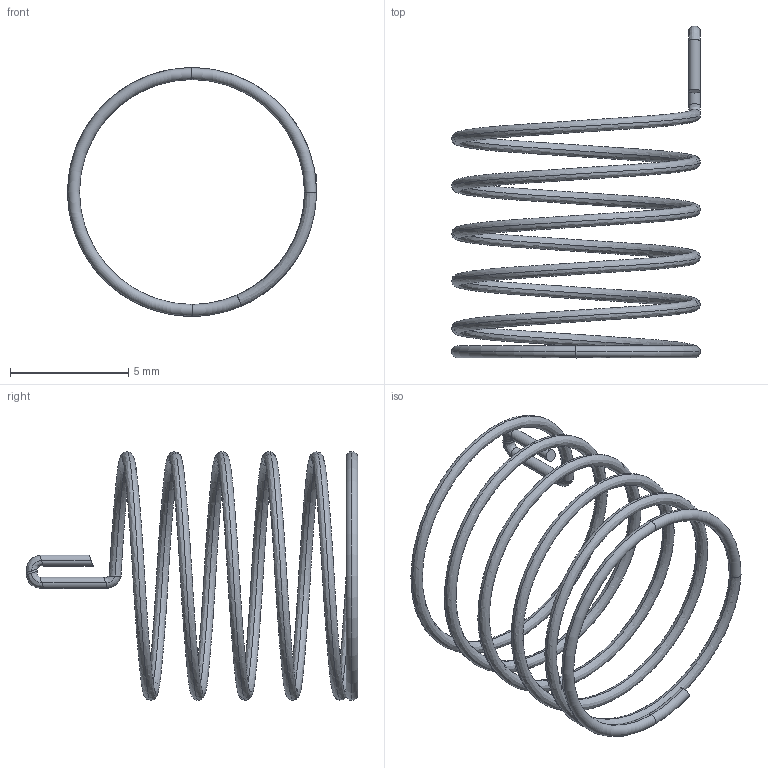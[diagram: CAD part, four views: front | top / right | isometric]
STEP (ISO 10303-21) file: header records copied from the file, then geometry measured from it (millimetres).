
FILE_DESCRIPTION (( 'STEP AP214' ), '1' );
FILE_NAME ('spring 1.STEP', '2020-10-11T10:58:43', ( '' ), ( '' ), 'SwSTEP 2.0', 'SolidWorks 2018', '' );
FILE_SCHEMA (( 'AUTOMOTIVE_DESIGN' ));
Length unit declared in the file: millimetre
Products named in the file (1): spring 1
Bounding box: 10.5 x 14.01 x 10.5 mm (x, y, z)
Volume: 37.1 mm3; surface area: 296.7 mm2
Topology: 1 solids, 1 shells, 23 faces, 47 edges, 25 vertices
Faces by surface type: bspline 14, torus 7, plane 2
Entity records: 1811 total; most frequent: CARTESIAN_POINT 1369, ORIENTED_EDGE 94, DIRECTION 80, EDGE_CURVE 47, AXIS2_PLACEMENT_3D 40, CIRCLE 30, VERTEX_POINT 25, EDGE_LOOP 24
